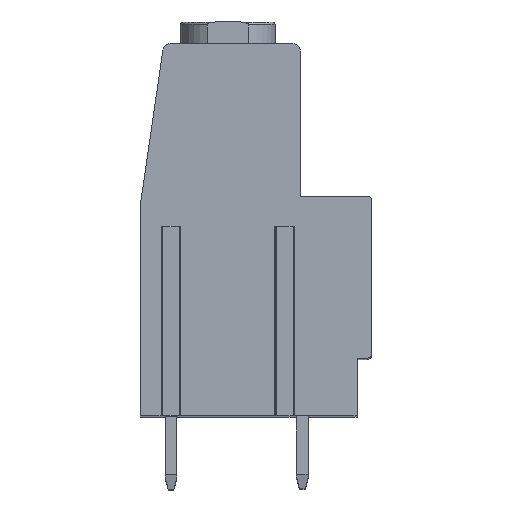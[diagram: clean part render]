
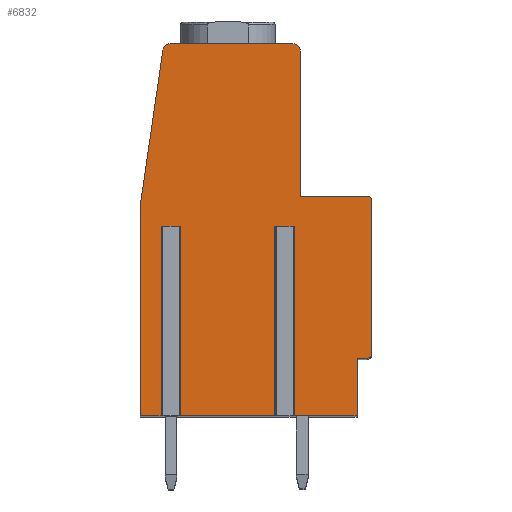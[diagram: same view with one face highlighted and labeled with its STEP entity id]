
A CAD part, top view. The second image highlights one B-rep face of the part: STEP entity #6832.
In plain terms, the highlighted planar face has unit normal (0, 0, 1).
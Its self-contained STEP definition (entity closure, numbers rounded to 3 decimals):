
#15=DIRECTION('',(1.,0.,0.));
#16=VECTOR('',#15,0.8);
#17=CARTESIAN_POINT('',(-6.226,0.25,3.175));
#18=LINE('',#17,#16);
#19=DIRECTION('',(0.,1.,0.));
#20=VECTOR('',#19,13.);
#21=CARTESIAN_POINT('',(-6.226,-12.75,3.175));
#22=LINE('',#21,#20);
#23=DIRECTION('',(-1.,0.,0.));
#24=VECTOR('',#23,1.699);
#25=CARTESIAN_POINT('',(-6.226,-12.75,3.175));
#26=LINE('',#25,#24);
#27=DIRECTION('',(0.,1.,0.));
#28=VECTOR('',#27,14.5);
#29=CARTESIAN_POINT('',(-7.925,-12.75,3.175));
#30=LINE('',#29,#28);
#31=DIRECTION('',(0.144,0.99,0.));
#32=VECTOR('',#31,10.683);
#33=CARTESIAN_POINT('',(-7.925,1.75,3.175));
#34=LINE('',#33,#32);
#35=CARTESIAN_POINT('',(-5.892,12.25,3.175));
#36=DIRECTION('',(0.,0.,-1.));
#37=DIRECTION('',(-0.99,0.144,0.));
#38=AXIS2_PLACEMENT_3D('',#35,#36,#37);
#40=CARTESIAN_POINT('',(2.525,12.25,3.175));
#41=DIRECTION('',(0.,0.,-1.));
#42=DIRECTION('',(0.,1.,0.));
#43=AXIS2_PLACEMENT_3D('',#40,#41,#42);
#45=DIRECTION('',(0.,-1.,0.));
#46=VECTOR('',#45,9.95);
#47=CARTESIAN_POINT('',(3.025,12.25,3.175));
#48=LINE('',#47,#46);
#49=DIRECTION('',(1.,0.,0.));
#50=VECTOR('',#49,4.6);
#51=CARTESIAN_POINT('',(3.025,2.3,3.175));
#52=LINE('',#51,#50);
#53=CARTESIAN_POINT('',(7.625,2.,3.175));
#54=DIRECTION('',(0.,0.,-1.));
#55=DIRECTION('',(0.,1.,0.));
#56=AXIS2_PLACEMENT_3D('',#53,#54,#55);
#58=DIRECTION('',(0.,-1.,0.));
#59=VECTOR('',#58,10.5);
#60=CARTESIAN_POINT('',(7.925,2.,3.175));
#61=LINE('',#60,#59);
#62=CARTESIAN_POINT('',(7.625,-8.5,3.175));
#63=DIRECTION('',(0.,0.,-1.));
#64=DIRECTION('',(1.,0.,0.));
#65=AXIS2_PLACEMENT_3D('',#62,#63,#64);
#67=DIRECTION('',(-1.,0.,0.));
#68=VECTOR('',#67,0.7);
#69=CARTESIAN_POINT('',(7.625,-8.8,3.175));
#70=LINE('',#69,#68);
#71=DIRECTION('',(0.,-1.,0.));
#72=VECTOR('',#71,3.95);
#73=CARTESIAN_POINT('',(6.925,-8.8,3.175));
#74=LINE('',#73,#72);
#75=DIRECTION('',(-1.,0.,0.));
#76=VECTOR('',#75,4.551);
#77=CARTESIAN_POINT('',(6.925,-12.75,3.175));
#78=LINE('',#77,#76);
#79=DIRECTION('',(0.,1.,0.));
#80=VECTOR('',#79,13.);
#81=CARTESIAN_POINT('',(2.374,-12.75,3.175));
#82=LINE('',#81,#80);
#83=DIRECTION('',(1.,0.,0.));
#84=VECTOR('',#83,0.8);
#85=CARTESIAN_POINT('',(1.574,0.25,3.175));
#86=LINE('',#85,#84);
#87=DIRECTION('',(0.,1.,0.));
#88=VECTOR('',#87,13.);
#89=CARTESIAN_POINT('',(1.574,-12.75,3.175));
#90=LINE('',#89,#88);
#91=DIRECTION('',(-1.,0.,0.));
#92=VECTOR('',#91,7.);
#93=CARTESIAN_POINT('',(1.574,-12.75,3.175));
#94=LINE('',#93,#92);
#95=DIRECTION('',(0.,1.,0.));
#96=VECTOR('',#95,13.);
#97=CARTESIAN_POINT('',(-5.426,-12.75,3.175));
#98=LINE('',#97,#96);
#631=DIRECTION('',(-1.,0.,0.));
#632=VECTOR('',#631,8.417);
#633=CARTESIAN_POINT('',(2.525,12.75,3.175));
#634=LINE('',#633,#632);
#5339=CARTESIAN_POINT('',(6.925,-8.8,3.175));
#5340=CARTESIAN_POINT('',(6.925,-12.75,3.175));
#5341=VERTEX_POINT('',#5339);
#5342=VERTEX_POINT('',#5340);
#5343=CARTESIAN_POINT('',(7.625,-8.8,3.175));
#5344=VERTEX_POINT('',#5343);
#5345=CARTESIAN_POINT('',(7.925,-8.5,3.175));
#5346=VERTEX_POINT('',#5345);
#5347=CARTESIAN_POINT('',(7.925,2.,3.175));
#5348=VERTEX_POINT('',#5347);
#5349=CARTESIAN_POINT('',(7.625,2.3,3.175));
#5350=VERTEX_POINT('',#5349);
#5351=CARTESIAN_POINT('',(3.025,2.3,3.175));
#5352=VERTEX_POINT('',#5351);
#5353=CARTESIAN_POINT('',(3.025,12.25,3.175));
#5354=VERTEX_POINT('',#5353);
#5355=CARTESIAN_POINT('',(2.525,12.75,3.175));
#5356=VERTEX_POINT('',#5355);
#5357=CARTESIAN_POINT('',(-6.387,12.322,3.175));
#5358=CARTESIAN_POINT('',(-5.892,12.75,3.175));
#5359=VERTEX_POINT('',#5357);
#5360=VERTEX_POINT('',#5358);
#5361=CARTESIAN_POINT('',(-7.925,1.75,3.175));
#5362=VERTEX_POINT('',#5361);
#5363=CARTESIAN_POINT('',(-7.925,-12.75,3.175));
#5364=VERTEX_POINT('',#5363);
#5423=CARTESIAN_POINT('',(-6.226,0.25,3.175));
#5424=CARTESIAN_POINT('',(-5.426,0.25,3.175));
#5425=VERTEX_POINT('',#5423);
#5426=VERTEX_POINT('',#5424);
#5427=CARTESIAN_POINT('',(1.574,0.25,3.175));
#5428=CARTESIAN_POINT('',(2.374,0.25,3.175));
#5429=VERTEX_POINT('',#5427);
#5430=VERTEX_POINT('',#5428);
#5431=CARTESIAN_POINT('',(-5.426,-12.75,3.175));
#5432=VERTEX_POINT('',#5431);
#5433=CARTESIAN_POINT('',(-6.226,-12.75,3.175));
#5434=VERTEX_POINT('',#5433);
#5435=CARTESIAN_POINT('',(1.574,-12.75,3.175));
#5436=VERTEX_POINT('',#5435);
#5437=CARTESIAN_POINT('',(2.374,-12.75,3.175));
#5438=VERTEX_POINT('',#5437);
#6783=CARTESIAN_POINT('',(0.,0.,3.175));
#6784=DIRECTION('',(0.,0.,1.));
#6785=DIRECTION('',(1.,0.,0.));
#6786=AXIS2_PLACEMENT_3D('',#6783,#6784,#6785);
#6787=PLANE('',#6786);
#6789=ORIENTED_EDGE('',*,*,#6788,.F.);
#6791=ORIENTED_EDGE('',*,*,#6790,.F.);
#6793=ORIENTED_EDGE('',*,*,#6792,.T.);
#6795=ORIENTED_EDGE('',*,*,#6794,.T.);
#6797=ORIENTED_EDGE('',*,*,#6796,.T.);
#6799=ORIENTED_EDGE('',*,*,#6798,.T.);
#6801=ORIENTED_EDGE('',*,*,#6800,.F.);
#6803=ORIENTED_EDGE('',*,*,#6802,.T.);
#6805=ORIENTED_EDGE('',*,*,#6804,.T.);
#6807=ORIENTED_EDGE('',*,*,#6806,.T.);
#6809=ORIENTED_EDGE('',*,*,#6808,.T.);
#6811=ORIENTED_EDGE('',*,*,#6810,.T.);
#6813=ORIENTED_EDGE('',*,*,#6812,.T.);
#6815=ORIENTED_EDGE('',*,*,#6814,.T.);
#6817=ORIENTED_EDGE('',*,*,#6816,.T.);
#6819=ORIENTED_EDGE('',*,*,#6818,.T.);
#6821=ORIENTED_EDGE('',*,*,#6820,.T.);
#6823=ORIENTED_EDGE('',*,*,#6822,.F.);
#6825=ORIENTED_EDGE('',*,*,#6824,.F.);
#6827=ORIENTED_EDGE('',*,*,#6826,.T.);
#6829=ORIENTED_EDGE('',*,*,#6828,.T.);
#6830=EDGE_LOOP('',(#6789,#6791,#6793,#6795,#6797,#6799,#6801,#6803,#6805,#6807,
#6809,#6811,#6813,#6815,#6817,#6819,#6821,#6823,#6825,#6827,#6829));
#6831=FACE_OUTER_BOUND('',#6830,.F.);
#39=CIRCLE('',#38,0.5);
#44=CIRCLE('',#43,0.5);
#57=CIRCLE('',#56,0.3);
#66=CIRCLE('',#65,0.3);
#6788=EDGE_CURVE('',#5425,#5426,#18,.T.);
#6790=EDGE_CURVE('',#5434,#5425,#22,.T.);
#6792=EDGE_CURVE('',#5434,#5364,#26,.T.);
#6794=EDGE_CURVE('',#5364,#5362,#30,.T.);
#6796=EDGE_CURVE('',#5362,#5359,#34,.T.);
#6798=EDGE_CURVE('',#5359,#5360,#39,.T.);
#6800=EDGE_CURVE('',#5356,#5360,#634,.T.);
#6802=EDGE_CURVE('',#5356,#5354,#44,.T.);
#6804=EDGE_CURVE('',#5354,#5352,#48,.T.);
#6806=EDGE_CURVE('',#5352,#5350,#52,.T.);
#6808=EDGE_CURVE('',#5350,#5348,#57,.T.);
#6810=EDGE_CURVE('',#5348,#5346,#61,.T.);
#6812=EDGE_CURVE('',#5346,#5344,#66,.T.);
#6814=EDGE_CURVE('',#5344,#5341,#70,.T.);
#6816=EDGE_CURVE('',#5341,#5342,#74,.T.);
#6818=EDGE_CURVE('',#5342,#5438,#78,.T.);
#6820=EDGE_CURVE('',#5438,#5430,#82,.T.);
#6822=EDGE_CURVE('',#5429,#5430,#86,.T.);
#6824=EDGE_CURVE('',#5436,#5429,#90,.T.);
#6826=EDGE_CURVE('',#5436,#5432,#94,.T.);
#6828=EDGE_CURVE('',#5432,#5426,#98,.T.);
#6832=ADVANCED_FACE('',(#6831),#6787,.T.);
